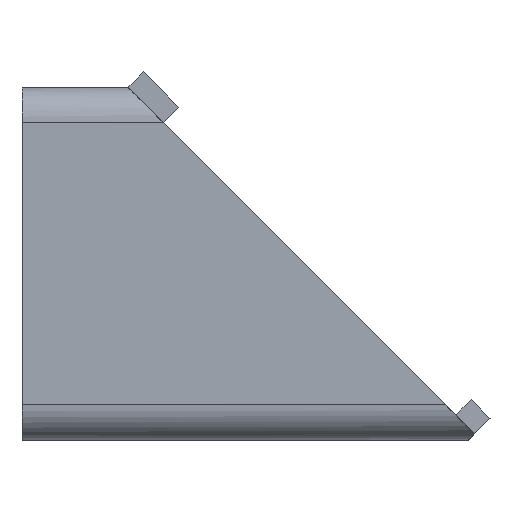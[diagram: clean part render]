
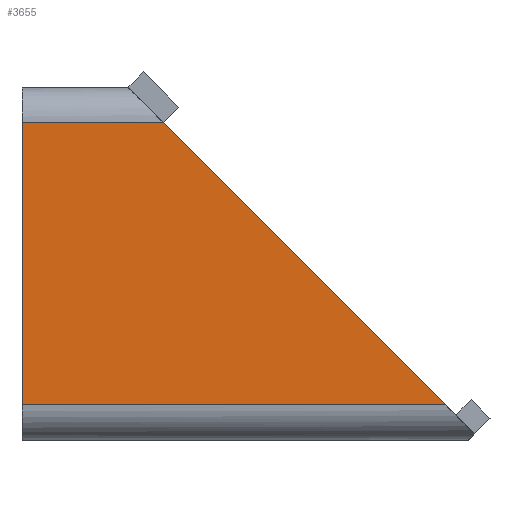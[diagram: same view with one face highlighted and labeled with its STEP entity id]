
A CAD part, left-side view. The second image highlights one B-rep face of the part: STEP entity #3655.
In plain terms, the highlighted planar face has unit normal (-1, 0, 0).
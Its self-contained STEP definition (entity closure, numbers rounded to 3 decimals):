
#20 = LINE ( 'NONE', #3924, #485 ) ;
#105 = ORIENTED_EDGE ( 'NONE', *, *, #2903, .F. ) ;
#485 = VECTOR ( 'NONE', #778, 1000. ) ;
#539 = FACE_OUTER_BOUND ( 'NONE', #4266, .T. ) ;
#722 = CARTESIAN_POINT ( 'NONE',  ( -40., 0., -15.997 ) ) ;
#778 = DIRECTION ( 'NONE',  ( 0., 1., 0. ) ) ;
#805 = DIRECTION ( 'NONE',  ( 0., 0., -1. ) ) ;
#966 = VERTEX_POINT ( 'NONE', #3952 ) ;
#1019 = CARTESIAN_POINT ( 'NONE',  ( -40., -12.007, 15.997 ) ) ;
#1025 = VERTEX_POINT ( 'NONE', #4277 ) ;
#1033 = DIRECTION ( 'NONE',  ( 0., -1., 0. ) ) ;
#1056 = DIRECTION ( 'NONE',  ( 0., -0.707, -0.707 ) ) ;
#1200 = EDGE_CURVE ( 'NONE', #966, #2733, #4582, .T. ) ;
#1293 = ORIENTED_EDGE ( 'NONE', *, *, #1200, .F. ) ;
#1499 = PLANE ( 'NONE',  #3393 ) ;
#1671 = EDGE_CURVE ( 'NONE', #966, #2728, #3718, .T. ) ;
#1864 = ORIENTED_EDGE ( 'NONE', *, *, #1671, .T. ) ;
#1975 = VECTOR ( 'NONE', #3789, 1000. ) ;
#2728 = VERTEX_POINT ( 'NONE', #722 ) ;
#2733 = VERTEX_POINT ( 'NONE', #2844 ) ;
#2741 = VECTOR ( 'NONE', #1033, 1000. ) ;
#2787 = LINE ( 'NONE', #4265, #4009 ) ;
#2844 = CARTESIAN_POINT ( 'NONE',  ( -40., -16.007, 15.997 ) ) ;
#2903 = EDGE_CURVE ( 'NONE', #1025, #2728, #20, .T. ) ;
#3381 = CARTESIAN_POINT ( 'NONE',  ( -40., 0., -19.997 ) ) ;
#3393 = AXIS2_PLACEMENT_3D ( 'NONE', #4377, #3973, #805 ) ;
#3655 = ADVANCED_FACE ( 'NONE', ( #539 ), #1499, .F. ) ;
#3718 = LINE ( 'NONE', #3381, #1975 ) ;
#3789 = DIRECTION ( 'NONE',  ( 0., 0., -1. ) ) ;
#3924 = CARTESIAN_POINT ( 'NONE',  ( -40., -50.587, -15.997 ) ) ;
#3952 = CARTESIAN_POINT ( 'NONE',  ( -40., 0., 15.997 ) ) ;
#3973 = DIRECTION ( 'NONE',  ( 1., 0., 0. ) ) ;
#4009 = VECTOR ( 'NONE', #1056, 1000. ) ;
#4265 = CARTESIAN_POINT ( 'NONE',  ( -40., -16.007, 15.997 ) ) ;
#4266 = EDGE_LOOP ( 'NONE', ( #105, #4514, #1293, #1864 ) ) ;
#4277 = CARTESIAN_POINT ( 'NONE',  ( -40., -48.001, -15.997 ) ) ;
#4377 = CARTESIAN_POINT ( 'NONE',  ( -40., -12.007, 19.997 ) ) ;
#4395 = EDGE_CURVE ( 'NONE', #2733, #1025, #2787, .T. ) ;
#4514 = ORIENTED_EDGE ( 'NONE', *, *, #4395, .F. ) ;
#4582 = LINE ( 'NONE', #1019, #2741 ) ;
